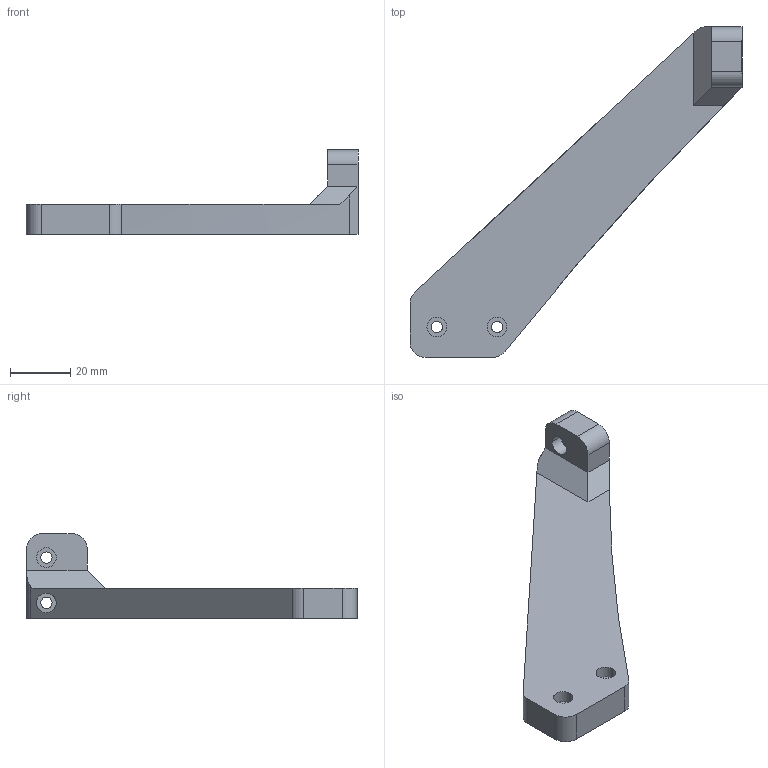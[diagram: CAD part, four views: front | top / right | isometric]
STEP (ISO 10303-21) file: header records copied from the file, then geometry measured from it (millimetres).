
FILE_DESCRIPTION (( 'STEP AP214' ), '1' );
FILE_NAME ('708 Frame Brace.STEP', '2021-03-18T16:25:19', ( '' ), ( '' ), 'SwSTEP 2.0', 'SolidWorks 2019', '' );
FILE_SCHEMA (( 'AUTOMOTIVE_DESIGN' ));
Length unit declared in the file: millimetre
Products named in the file (1): 708 Frame Brace
Bounding box: 110 x 109.5 x 28.1 mm (x, y, z)
Volume: 43008.7 mm3; surface area: 13030.9 mm2
Topology: 1 solids, 1 shells, 40 faces, 100 edges, 66 vertices
Faces by surface type: cylinder 23, plane 17
Entity records: 1261 total; most frequent: DIRECTION 221, CARTESIAN_POINT 219, ORIENTED_EDGE 200, EDGE_CURVE 100, AXIS2_PLACEMENT_3D 84, VERTEX_POINT 66, VECTOR 53, LINE 53
